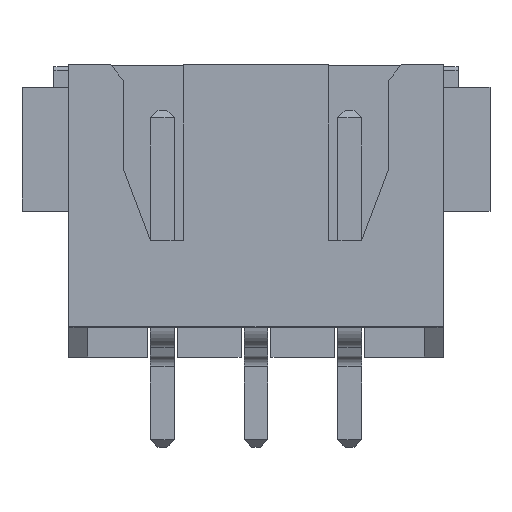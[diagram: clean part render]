
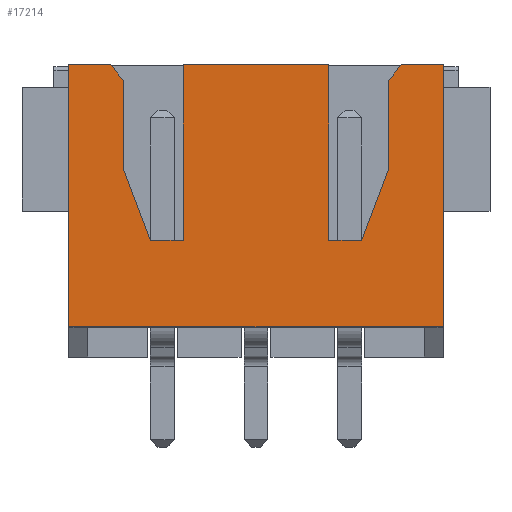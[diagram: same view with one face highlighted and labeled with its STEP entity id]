
A CAD part, top view. The second image highlights one B-rep face of the part: STEP entity #17214.
In plain terms, the highlighted planar face has unit normal (0, 0, 1).
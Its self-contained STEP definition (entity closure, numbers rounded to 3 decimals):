
#227 = LINE ( 'NONE', #8168, #4349 ) ;
#367 = DIRECTION ( 'NONE',  ( 0., 0., 1. ) ) ;
#440 = EDGE_CURVE ( 'NONE', #19628, #1863, #12392, .T. ) ;
#925 = CARTESIAN_POINT ( 'NONE',  ( -3.529, 2.287, 6. ) ) ;
#1026 = CARTESIAN_POINT ( 'NONE',  ( -1.942, 5.1, 6. ) ) ;
#1133 = CARTESIAN_POINT ( 'NONE',  ( 1.942, 5.1, 6. ) ) ;
#1155 = VECTOR ( 'NONE', #8637, 1000. ) ;
#1168 = EDGE_CURVE ( 'NONE', #4657, #5477, #11979, .T. ) ;
#1612 = VERTEX_POINT ( 'NONE', #10169 ) ;
#1674 = DIRECTION ( 'NONE',  ( 1., 0., 0. ) ) ;
#1716 = CARTESIAN_POINT ( 'NONE',  ( -5., 5.1, 6. ) ) ;
#1863 = VERTEX_POINT ( 'NONE', #13043 ) ;
#1948 = LINE ( 'NONE', #3397, #16976 ) ;
#1951 = CARTESIAN_POINT ( 'NONE',  ( 2.818, 0.415, 6. ) ) ;
#2283 = VERTEX_POINT ( 'NONE', #2729 ) ;
#2342 = DIRECTION ( 'NONE',  ( 0.624, -0.781, 0. ) ) ;
#2691 = CARTESIAN_POINT ( 'NONE',  ( 3.529, 4.666, 6. ) ) ;
#2729 = CARTESIAN_POINT ( 'NONE',  ( -3.876, 5.1, 6. ) ) ;
#2858 = EDGE_CURVE ( 'NONE', #12737, #15122, #3370, .T. ) ;
#2985 = CARTESIAN_POINT ( 'NONE',  ( 3.529, 2.287, 6. ) ) ;
#3216 = CARTESIAN_POINT ( 'NONE',  ( 0., 0., 6. ) ) ;
#3370 = LINE ( 'NONE', #18868, #10877 ) ;
#3397 = CARTESIAN_POINT ( 'NONE',  ( -5., 5.1, 6. ) ) ;
#3426 = CARTESIAN_POINT ( 'NONE',  ( -5., 5.1, 6. ) ) ;
#3507 = DIRECTION ( 'NONE',  ( -1., 0., 0. ) ) ;
#3512 = DIRECTION ( 'NONE',  ( -1., 0., 0. ) ) ;
#3518 = VERTEX_POINT ( 'NONE', #1951 ) ;
#3829 = VERTEX_POINT ( 'NONE', #925 ) ;
#3991 = DIRECTION ( 'NONE',  ( 1., 0., 0. ) ) ;
#4191 = CARTESIAN_POINT ( 'NONE',  ( -1.942, 5.1, 6. ) ) ;
#4192 = CARTESIAN_POINT ( 'NONE',  ( -3.529, 4.666, 6. ) ) ;
#4349 = VECTOR ( 'NONE', #3512, 1000. ) ;
#4477 = VECTOR ( 'NONE', #14371, 1000. ) ;
#4657 = VERTEX_POINT ( 'NONE', #15007 ) ;
#5358 = DIRECTION ( 'NONE',  ( 0.355, 0.935, 0. ) ) ;
#5431 = ORIENTED_EDGE ( 'NONE', *, *, #11937, .F. ) ;
#5466 = CARTESIAN_POINT ( 'NONE',  ( 3.529, 2.287, 6. ) ) ;
#5477 = VERTEX_POINT ( 'NONE', #10955 ) ;
#5523 = CARTESIAN_POINT ( 'NONE',  ( 1.942, 5.1, 6. ) ) ;
#5654 = DIRECTION ( 'NONE',  ( 0.355, -0.935, 0. ) ) ;
#5852 = CARTESIAN_POINT ( 'NONE',  ( 3.876, 5.1, 6. ) ) ;
#6354 = EDGE_CURVE ( 'NONE', #6872, #1612, #7827, .T. ) ;
#6435 = PLANE ( 'NONE',  #6983 ) ;
#6495 = LINE ( 'NONE', #7853, #15684 ) ;
#6871 = VERTEX_POINT ( 'NONE', #4192 ) ;
#6872 = VERTEX_POINT ( 'NONE', #13713 ) ;
#6983 = AXIS2_PLACEMENT_3D ( 'NONE', #3216, #367, #1674 ) ;
#7073 = LINE ( 'NONE', #4191, #1155 ) ;
#7348 = EDGE_CURVE ( 'NONE', #3518, #12737, #13428, .T. ) ;
#7827 = LINE ( 'NONE', #14154, #14770 ) ;
#7853 = CARTESIAN_POINT ( 'NONE',  ( 5., -1.9, 6. ) ) ;
#7939 = CARTESIAN_POINT ( 'NONE',  ( 2.818, 0.415, 6. ) ) ;
#7988 = ORIENTED_EDGE ( 'NONE', *, *, #20018, .F. ) ;
#8168 = CARTESIAN_POINT ( 'NONE',  ( -5., 5.1, 6. ) ) ;
#8210 = LINE ( 'NONE', #5523, #17610 ) ;
#8595 = VECTOR ( 'NONE', #18667, 1000. ) ;
#8598 = ORIENTED_EDGE ( 'NONE', *, *, #9316, .F. ) ;
#8637 = DIRECTION ( 'NONE',  ( 0., 1., 0. ) ) ;
#8809 = ORIENTED_EDGE ( 'NONE', *, *, #7348, .F. ) ;
#8814 = DIRECTION ( 'NONE',  ( 0., -1., 0. ) ) ;
#9316 = EDGE_CURVE ( 'NONE', #3829, #4657, #13513, .T. ) ;
#9501 = ORIENTED_EDGE ( 'NONE', *, *, #1168, .F. ) ;
#9619 = DIRECTION ( 'NONE',  ( -1., 0., 0. ) ) ;
#9697 = ORIENTED_EDGE ( 'NONE', *, *, #13242, .F. ) ;
#9714 = LINE ( 'NONE', #7939, #4477 ) ;
#9798 = DIRECTION ( 'NONE',  ( -1., 0., 0. ) ) ;
#9906 = LINE ( 'NONE', #1716, #14624 ) ;
#10008 = LINE ( 'NONE', #19696, #17559 ) ;
#10169 = CARTESIAN_POINT ( 'NONE',  ( 5., 5.1, 6. ) ) ;
#10416 = CARTESIAN_POINT ( 'NONE',  ( -3.529, 2.287, 6. ) ) ;
#10632 = VERTEX_POINT ( 'NONE', #5852 ) ;
#10877 = VECTOR ( 'NONE', #19065, 1000. ) ;
#10955 = CARTESIAN_POINT ( 'NONE',  ( -1.942, 0.415, 6. ) ) ;
#11937 = EDGE_CURVE ( 'NONE', #15122, #10632, #12314, .T. ) ;
#11979 = LINE ( 'NONE', #18151, #12007 ) ;
#12007 = VECTOR ( 'NONE', #3991, 1000. ) ;
#12314 = LINE ( 'NONE', #2691, #18170 ) ;
#12392 = LINE ( 'NONE', #16731, #8595 ) ;
#12711 = EDGE_CURVE ( 'NONE', #6871, #3829, #18308, .T. ) ;
#12737 = VERTEX_POINT ( 'NONE', #2985 ) ;
#12801 = VECTOR ( 'NONE', #5358, 1000. ) ;
#12862 = FACE_OUTER_BOUND ( 'NONE', #18416, .T. ) ;
#12974 = ORIENTED_EDGE ( 'NONE', *, *, #2858, .F. ) ;
#13003 = VERTEX_POINT ( 'NONE', #1026 ) ;
#13043 = CARTESIAN_POINT ( 'NONE',  ( -5., -1.9, 6. ) ) ;
#13242 = EDGE_CURVE ( 'NONE', #2283, #6871, #10008, .T. ) ;
#13399 = DIRECTION ( 'NONE',  ( 0., -1., 0. ) ) ;
#13428 = LINE ( 'NONE', #5466, #12801 ) ;
#13513 = LINE ( 'NONE', #10416, #15025 ) ;
#13713 = CARTESIAN_POINT ( 'NONE',  ( 5., -1.9, 6. ) ) ;
#13876 = CARTESIAN_POINT ( 'NONE',  ( 1.942, 0.415, 6. ) ) ;
#13963 = ORIENTED_EDGE ( 'NONE', *, *, #12711, .F. ) ;
#14093 = ORIENTED_EDGE ( 'NONE', *, *, #17453, .T. ) ;
#14123 = ORIENTED_EDGE ( 'NONE', *, *, #16129, .F. ) ;
#14154 = CARTESIAN_POINT ( 'NONE',  ( 5., 5.1, 6. ) ) ;
#14241 = EDGE_CURVE ( 'NONE', #15670, #19983, #8210, .T. ) ;
#14371 = DIRECTION ( 'NONE',  ( 1., 0., 0. ) ) ;
#14414 = ORIENTED_EDGE ( 'NONE', *, *, #15571, .T. ) ;
#14624 = VECTOR ( 'NONE', #9798, 1000. ) ;
#14701 = ORIENTED_EDGE ( 'NONE', *, *, #14241, .F. ) ;
#14770 = VECTOR ( 'NONE', #18574, 1000. ) ;
#15007 = CARTESIAN_POINT ( 'NONE',  ( -2.818, 0.415, 6. ) ) ;
#15016 = CARTESIAN_POINT ( 'NONE',  ( -3.529, 4.666, 6. ) ) ;
#15025 = VECTOR ( 'NONE', #5654, 1000. ) ;
#15122 = VERTEX_POINT ( 'NONE', #18669 ) ;
#15126 = EDGE_CURVE ( 'NONE', #15670, #13003, #9906, .T. ) ;
#15571 = EDGE_CURVE ( 'NONE', #2283, #19628, #1948, .T. ) ;
#15670 = VERTEX_POINT ( 'NONE', #1133 ) ;
#15684 = VECTOR ( 'NONE', #9619, 1000. ) ;
#15797 = ORIENTED_EDGE ( 'NONE', *, *, #15126, .T. ) ;
#16063 = ORIENTED_EDGE ( 'NONE', *, *, #6354, .T. ) ;
#16129 = EDGE_CURVE ( 'NONE', #5477, #13003, #7073, .T. ) ;
#16458 = EDGE_CURVE ( 'NONE', #19983, #3518, #9714, .T. ) ;
#16731 = CARTESIAN_POINT ( 'NONE',  ( -5., 5.1, 6. ) ) ;
#16976 = VECTOR ( 'NONE', #3507, 1000. ) ;
#17214 = ADVANCED_FACE ( 'NONE', ( #12862 ), #6435, .T. ) ;
#17453 = EDGE_CURVE ( 'NONE', #1612, #10632, #227, .T. ) ;
#17559 = VECTOR ( 'NONE', #2342, 1000. ) ;
#17610 = VECTOR ( 'NONE', #13399, 1000. ) ;
#18151 = CARTESIAN_POINT ( 'NONE',  ( -2.818, 0.415, 6. ) ) ;
#18170 = VECTOR ( 'NONE', #20155, 1000. ) ;
#18308 = LINE ( 'NONE', #15016, #19848 ) ;
#18399 = ORIENTED_EDGE ( 'NONE', *, *, #16458, .F. ) ;
#18416 = EDGE_LOOP ( 'NONE', ( #14123, #9501, #8598, #13963, #9697, #14414, #19502, #7988, #16063, #14093, #5431, #12974, #8809, #18399, #14701, #15797 ) ) ;
#18574 = DIRECTION ( 'NONE',  ( 0., 1., 0. ) ) ;
#18667 = DIRECTION ( 'NONE',  ( 0., -1., 0. ) ) ;
#18669 = CARTESIAN_POINT ( 'NONE',  ( 3.529, 4.666, 6. ) ) ;
#18868 = CARTESIAN_POINT ( 'NONE',  ( 3.529, 4.666, 6. ) ) ;
#19065 = DIRECTION ( 'NONE',  ( 0., 1., 0. ) ) ;
#19502 = ORIENTED_EDGE ( 'NONE', *, *, #440, .T. ) ;
#19628 = VERTEX_POINT ( 'NONE', #3426 ) ;
#19696 = CARTESIAN_POINT ( 'NONE',  ( -3.529, 4.666, 6. ) ) ;
#19848 = VECTOR ( 'NONE', #8814, 1000. ) ;
#19983 = VERTEX_POINT ( 'NONE', #13876 ) ;
#20018 = EDGE_CURVE ( 'NONE', #6872, #1863, #6495, .T. ) ;
#20155 = DIRECTION ( 'NONE',  ( 0.624, 0.781, 0. ) ) ;
